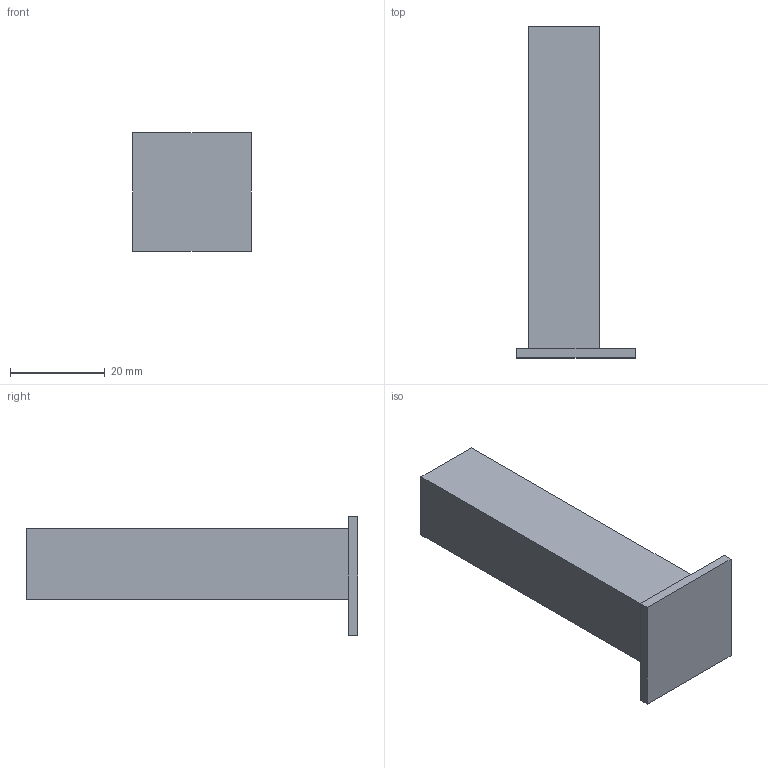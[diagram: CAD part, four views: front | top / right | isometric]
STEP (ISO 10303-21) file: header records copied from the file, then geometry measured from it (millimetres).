
FILE_DESCRIPTION(/* description */ (''),/* implementation_level */ '2;1');
FILE_NAME(/* name */ '60mm柱 v1.step',/* time_stamp */ '2018-06-07T15:32:54+09:00',/* author */ ('Pengfei-Japan'),/* organization */ (''),/* preprocessor_version */ 'ST-DEVELOPER v17',/* originating_system */ 'Autodesk Translation Framework v7.1.0.215',/* authorisation */ '');
FILE_SCHEMA (('AUTOMOTIVE_DESIGN { 1 0 10303 214 3 1 1 }'));
Length unit declared in the file: millimetre
Products named in the file (1): 60mm柱
Bounding box: 25 x 70 x 25 mm (x, y, z)
Volume: 15110 mm3; surface area: 5530 mm2
Topology: 1 solids, 1 shells, 14 faces, 33 edges, 22 vertices
Faces by surface type: plane 14
Entity records: 430 total; most frequent: CARTESIAN_POINT 70, ORIENTED_EDGE 66, DIRECTION 63, LINE 33, VECTOR 33, EDGE_CURVE 33, VERTEX_POINT 22, EDGE_LOOP 15
